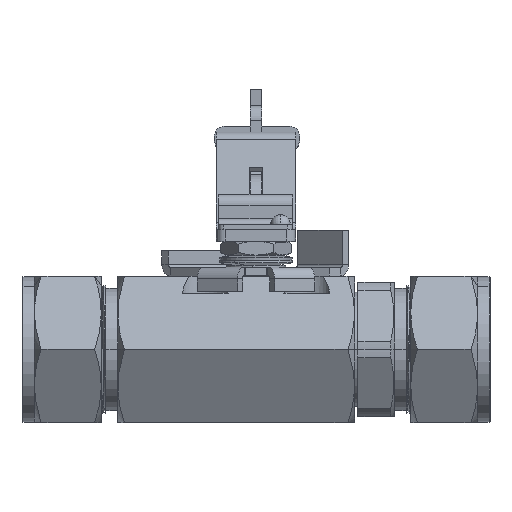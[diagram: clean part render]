
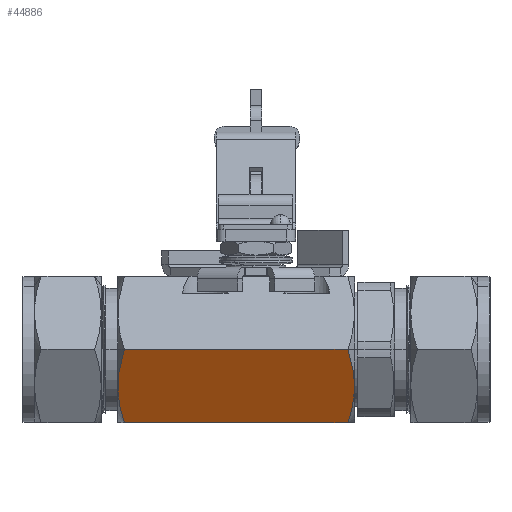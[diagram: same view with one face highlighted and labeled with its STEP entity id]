
A CAD part, top view. The second image highlights one B-rep face of the part: STEP entity #44886.
In plain terms, the highlighted planar face has unit normal (0, -0.5, 0.866).
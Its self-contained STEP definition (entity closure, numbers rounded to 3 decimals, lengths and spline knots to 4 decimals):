
#447 = ORIENTED_EDGE ( 'NONE', *, *, #54768, .F. ) ;
#790 = CARTESIAN_POINT ( 'NONE',  ( -1.3451, -0.75, 0.433 ) ) ;
#836 = CARTESIAN_POINT ( 'NONE',  ( -1.3656, -0.6887, 0.4684 ) ) ;
#912 = CARTESIAN_POINT ( 'NONE',  ( -1.3824, -0.6269, 0.5041 ) ) ;
#924 = CARTESIAN_POINT ( 'NONE',  ( -1.3999, -0.533, 0.5583 ) ) ;
#1003 = CARTESIAN_POINT ( 'NONE',  ( -1.4045, -0.5016, 0.5765 ) ) ;
#1045 = CARTESIAN_POINT ( 'NONE',  ( -1.409, -0.454, 0.6039 ) ) ;
#1122 = CARTESIAN_POINT ( 'NONE',  ( -1.4102, -0.4381, 0.6131 ) ) ;
#1200 = CARTESIAN_POINT ( 'NONE',  ( -1.4117, -0.4062, 0.6315 ) ) ;
#1257 = CARTESIAN_POINT ( 'NONE',  ( -1.4121, -0.3902, 0.6407 ) ) ;
#1329 = CARTESIAN_POINT ( 'NONE',  ( -1.4121, -0.3105, 0.6867 ) ) ;
#1344 = CARTESIAN_POINT ( 'NONE',  ( -1.4057, -0.2475, 0.7231 ) ) ;
#1402 = CARTESIAN_POINT ( 'NONE',  ( -1.3824, -0.1229, 0.7951 ) ) ;
#1737 = CARTESIAN_POINT ( 'NONE',  ( 0.9401, -0.75, 0.433 ) ) ;
#1831 = CARTESIAN_POINT ( 'NONE',  ( -1.3451, 0., 0.866 ) ) ;
#2163 = CARTESIAN_POINT ( 'NONE',  ( -1.3655, -0.0612, 0.8307 ) ) ;
#4412 = DIRECTION ( 'NONE',  ( 0., 0.866, 0.5 ) ) ;
#5840 = B_SPLINE_CURVE_WITH_KNOTS ( 'NONE', 3,
 ( #1831, #2163, #1402, #1344, #1329, #1257, #1200, #1122, #1045, #1003, #924, #912, #836, #790 ),
 .UNSPECIFIED., .F., .F.,
 ( 4, 2, 2, 2, 2, 2, 4 ),
 ( 0., 0.0056, 0.0111, 0.0125, 0.0139, 0.0167, 0.0222 ),
 .UNSPECIFIED. ) ;
#7213 = LINE ( 'NONE', #54246, #50686 ) ;
#7235 = B_SPLINE_CURVE_WITH_KNOTS ( 'NONE', 3,
 ( #36503, #36646, #36310, #36322, #36247, #36169, #36116, #36046, #35931, #35918, #35864, #35850, #35780, #35731 ),
 .UNSPECIFIED., .F., .F.,
 ( 4, 2, 2, 2, 2, 2, 4 ),
 ( 0., 0.0056, 0.0111, 0.0125, 0.0139, 0.0167, 0.0222 ),
 .UNSPECIFIED. ) ;
#14200 = VERTEX_POINT ( 'NONE', #34376 ) ;
#17920 = ORIENTED_EDGE ( 'NONE', *, *, #57044, .T. ) ;
#19883 = FACE_OUTER_BOUND ( 'NONE', #39996, .T. ) ;
#20362 = CARTESIAN_POINT ( 'NONE',  ( 0.9401, 0., 0.866 ) ) ;
#22987 = VERTEX_POINT ( 'NONE', #20362 ) ;
#23426 = EDGE_CURVE ( 'NONE', #22987, #48830, #7213, .T. ) ;
#29556 = CARTESIAN_POINT ( 'NONE',  ( -1.3451, 0., 0.866 ) ) ;
#34376 = CARTESIAN_POINT ( 'NONE',  ( -1.3451, -0.75, 0.433 ) ) ;
#35704 = ORIENTED_EDGE ( 'NONE', *, *, #23426, .T. ) ;
#35731 = CARTESIAN_POINT ( 'NONE',  ( 0.9401, -0.75, 0.433 ) ) ;
#35780 = CARTESIAN_POINT ( 'NONE',  ( 0.9606, -0.6887, 0.4684 ) ) ;
#35850 = CARTESIAN_POINT ( 'NONE',  ( 0.9774, -0.6269, 0.5041 ) ) ;
#35864 = CARTESIAN_POINT ( 'NONE',  ( 0.9949, -0.533, 0.5583 ) ) ;
#35918 = CARTESIAN_POINT ( 'NONE',  ( 0.9995, -0.5016, 0.5765 ) ) ;
#35931 = CARTESIAN_POINT ( 'NONE',  ( 1.004, -0.454, 0.6039 ) ) ;
#36046 = CARTESIAN_POINT ( 'NONE',  ( 1.0052, -0.4381, 0.6131 ) ) ;
#36116 = CARTESIAN_POINT ( 'NONE',  ( 1.0067, -0.4062, 0.6315 ) ) ;
#36169 = CARTESIAN_POINT ( 'NONE',  ( 1.0071, -0.3902, 0.6407 ) ) ;
#36247 = CARTESIAN_POINT ( 'NONE',  ( 1.0071, -0.3105, 0.6867 ) ) ;
#36310 = CARTESIAN_POINT ( 'NONE',  ( 0.9774, -0.1229, 0.7951 ) ) ;
#36322 = CARTESIAN_POINT ( 'NONE',  ( 1.0007, -0.2475, 0.7231 ) ) ;
#36503 = CARTESIAN_POINT ( 'NONE',  ( 0.9401, 0., 0.866 ) ) ;
#36646 = CARTESIAN_POINT ( 'NONE',  ( 0.9605, -0.0612, 0.8307 ) ) ;
#37107 = DIRECTION ( 'NONE',  ( -1., 0., 0. ) ) ;
#37294 = CARTESIAN_POINT ( 'NONE',  ( 1.01, -0.75, 0.433 ) ) ;
#39996 = EDGE_LOOP ( 'NONE', ( #35704, #17920, #52052, #447 ) ) ;
#44886 = ADVANCED_FACE ( 'NONE', ( #19883 ), #46512, .F. ) ;
#46497 = DIRECTION ( 'NONE',  ( 0., 0.5, -0.866 ) ) ;
#46512 = PLANE ( 'NONE',  #55582 ) ;
#46549 = CARTESIAN_POINT ( 'NONE',  ( 1.01, 0., 0.866 ) ) ;
#47023 = LINE ( 'NONE', #37294, #56897 ) ;
#48830 = VERTEX_POINT ( 'NONE', #29556 ) ;
#50686 = VECTOR ( 'NONE', #54441, 39.3701 ) ;
#52052 = ORIENTED_EDGE ( 'NONE', *, *, #54697, .F. ) ;
#52194 = VERTEX_POINT ( 'NONE', #1737 ) ;
#54246 = CARTESIAN_POINT ( 'NONE',  ( 1.01, 0., 0.866 ) ) ;
#54441 = DIRECTION ( 'NONE',  ( -1., 0., 0. ) ) ;
#54697 = EDGE_CURVE ( 'NONE', #52194, #14200, #47023, .T. ) ;
#54768 = EDGE_CURVE ( 'NONE', #22987, #52194, #7235, .T. ) ;
#55582 = AXIS2_PLACEMENT_3D ( 'NONE', #46549, #46497, #4412 ) ;
#56897 = VECTOR ( 'NONE', #37107, 39.3701 ) ;
#57044 = EDGE_CURVE ( 'NONE', #48830, #14200, #5840, .T. ) ;
